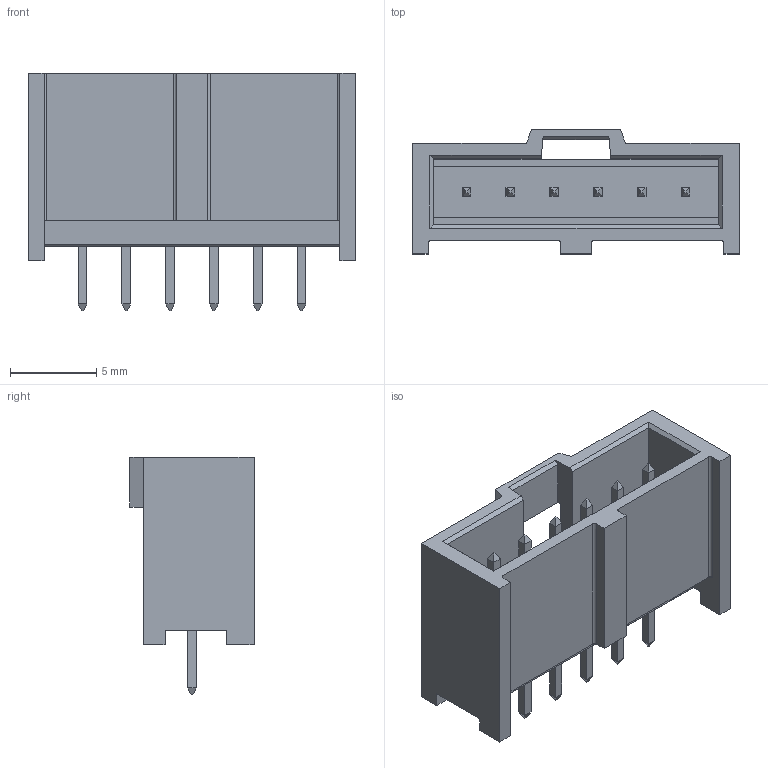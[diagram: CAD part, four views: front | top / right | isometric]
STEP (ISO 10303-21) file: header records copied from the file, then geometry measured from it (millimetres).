
FILE_DESCRIPTION((''),'2;1');
FILE_NAME('MOLEX_901361206.stp','2008-08-20T12:02:36',(''),(''),'Mechanical Desktop 2006','Mechanical Desktop 2006',', , ');
FILE_SCHEMA(('AUTOMOTIVE_DESIGN { 1 2 10303 214 0 1 1 1 }'));
Length unit declared in the file: millimetre
Products named in the file (1): DRAWING2
Bounding box: 18.97 x 7.21 x 13.8 mm (x, y, z)
Surface area: 1192.8 mm2 (no closed solid volume)
Topology: 0 solids, 0 shells, 167 faces, 816 edges, 816 vertices
Faces by surface type: bspline 167
Entity records: 8018 total; most frequent: CARTESIAN_POINT 4033, QUASI_UNIFORM_CURVE 1608, PCURVE 816, COMPOSITE_CURVE_SEGMENT 816, OUTER_BOUNDARY_CURVE 167, CURVE_BOUNDED_SURFACE 167, STYLED_ITEM 167, B_SPLINE_SURFACE_WITH_KNOTS 163
